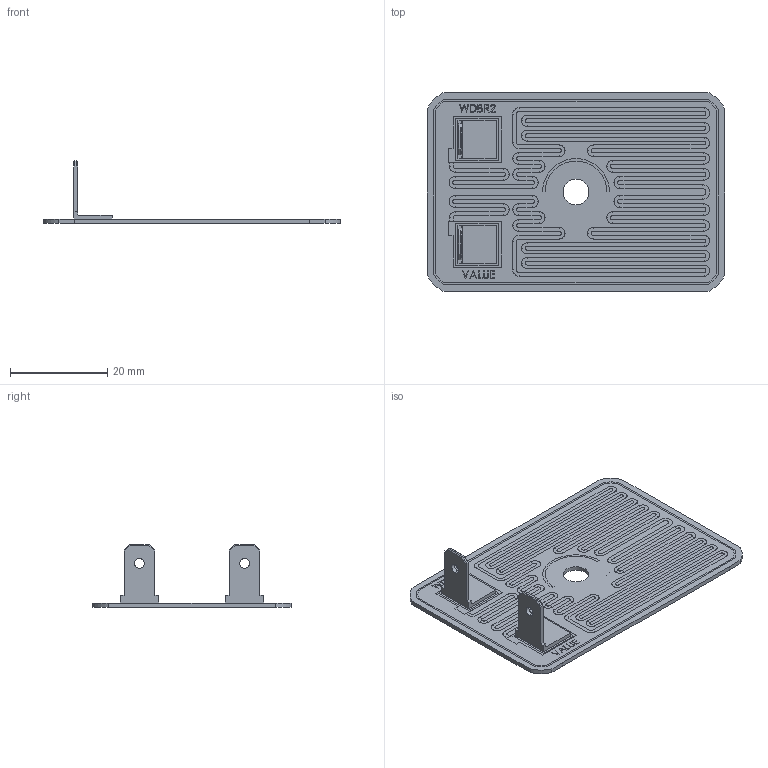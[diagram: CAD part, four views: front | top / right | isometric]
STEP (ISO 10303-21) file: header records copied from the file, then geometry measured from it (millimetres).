
FILE_DESCRIPTION (( 'STEP AP203' ), '1' );
FILE_NAME ('WDBR2-XXXRKTW(V2).STEP', '2017-11-06T08:23:36', ( '' ), ( '' ), 'SwSTEP 2.0', 'SolidWorks 2015', '' );
FILE_SCHEMA (( 'CONFIG_CONTROL_DESIGN' ));
Length unit declared in the file: millimetre
Products named in the file (1): WDBR2-XXXRKTW(V2)
Bounding box: 60.96 x 40.64 x 12.9 mm (x, y, z)
Volume: 2403.9 mm3; surface area: 8931.3 mm2
Topology: 1 solids, 1 shells, 580 faces, 1701 edges, 1104 vertices
Faces by surface type: plane 351, cylinder 195, bspline 34
Entity records: 21300 total; most frequent: CARTESIAN_POINT 5548, ORIENTED_EDGE 3402, DIRECTION 3117, EDGE_CURVE 1701, LINE 1243, VECTOR 1243, VERTEX_POINT 1104, AXIS2_PLACEMENT_3D 937
